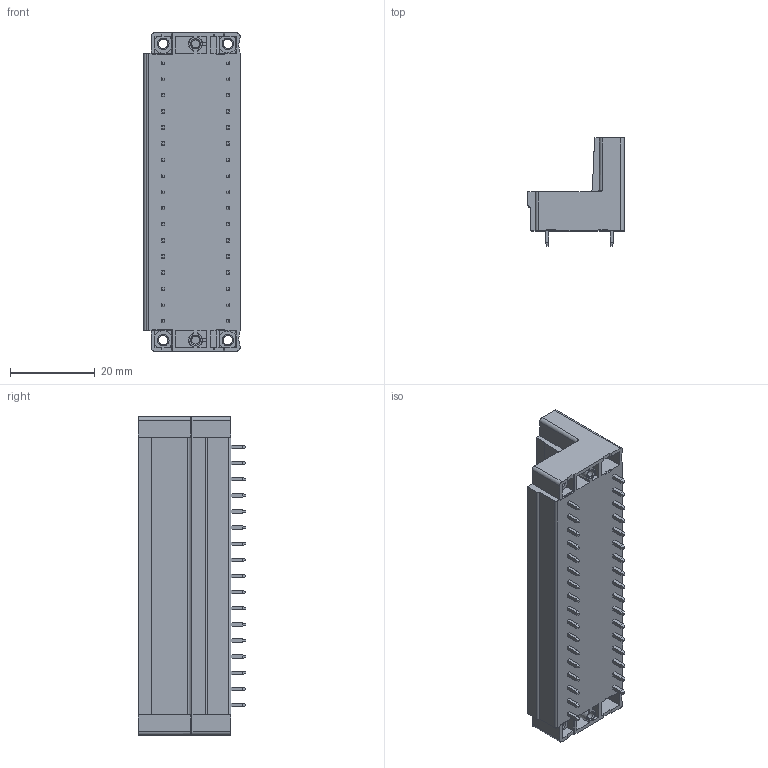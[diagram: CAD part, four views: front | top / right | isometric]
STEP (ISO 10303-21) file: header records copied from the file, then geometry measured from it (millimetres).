
FILE_DESCRIPTION((''),'2;1');
FILE_NAME('TLPHDW-105V-1','2024-09-23T11:47:17',('sheji109'),(''),'CREO PARAMETRIC BY PTC INC, 2018100','CREO PARAMETRIC BY PTC INC, 2018100','');
FILE_SCHEMA(('CONFIG_CONTROL_DESIGN'));
Products named in the file (1): TLPHDW-105V-1
Bounding box: 22.7 x 25.4 x 75.16 mm (x, y, z)
Volume: 16730.2 mm3; surface area: 17378.7 mm2
Topology: 1 solids, 1 shells, 2120 faces, 5475 edges, 3491 vertices
Faces by surface type: plane 1868, cylinder 191, cone 42, sphere 17, bspline 2
Entity records: 63394 total; most frequent: CARTESIAN_POINT 11526, ORIENTED_EDGE 10916, DIRECTION 10158, EDGE_CURVE 5458, VECTOR 4796, LINE 4796, VERTEX_POINT 3491, AXIS2_PLACEMENT_3D 2681
